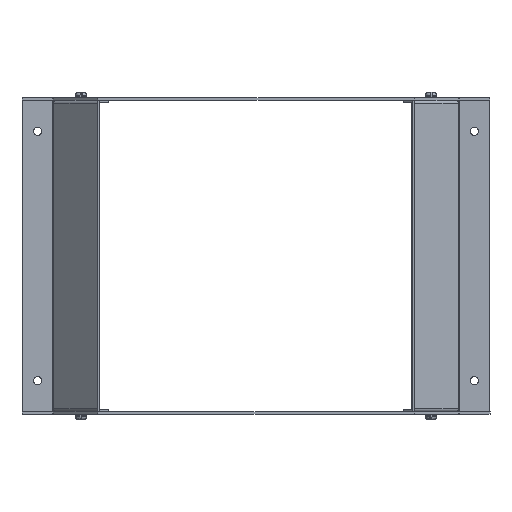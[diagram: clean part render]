
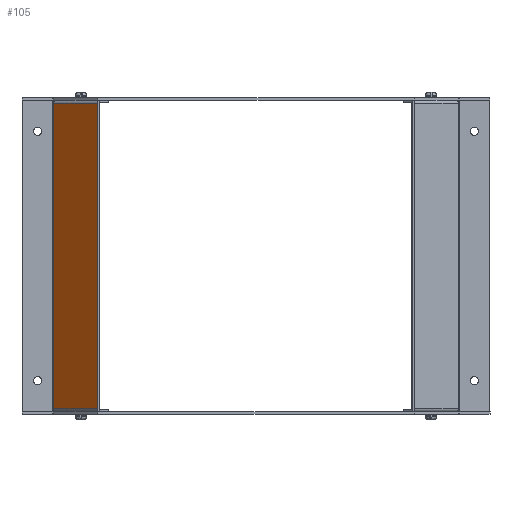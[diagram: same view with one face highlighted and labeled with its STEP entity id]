
A CAD part, left-side view. The second image highlights one B-rep face of the part: STEP entity #105.
In plain terms, the highlighted planar face has unit normal (-0.707, 0.707, 0).
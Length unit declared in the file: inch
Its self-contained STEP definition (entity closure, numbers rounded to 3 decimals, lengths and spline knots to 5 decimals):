
#105 = ADVANCED_FACE ( 'NONE', ( #13933 ), #5626, .T. ) ;
#930 = CARTESIAN_POINT ( 'NONE',  ( -7.20294, 4.36165, -0.108 ) ) ;
#1105 = LINE ( 'NONE', #930, #16814 ) ;
#1706 = VECTOR ( 'NONE', #3072, 39.37008 ) ;
#1888 = VERTEX_POINT ( 'NONE', #14695 ) ;
#1930 = CARTESIAN_POINT ( 'NONE',  ( -7.20294, 4.36165, -9.892 ) ) ;
#2151 = VERTEX_POINT ( 'NONE', #5284 ) ;
#2274 = EDGE_CURVE ( 'NONE', #10125, #1888, #5889, .T. ) ;
#2393 = ORIENTED_EDGE ( 'NONE', *, *, #10139, .T. ) ;
#2821 = ORIENTED_EDGE ( 'NONE', *, *, #14913, .T. ) ;
#3015 = CARTESIAN_POINT ( 'NONE',  ( -5.08268, 6.48191, -9.892 ) ) ;
#3072 = DIRECTION ( 'NONE',  ( 0., 0., 1. ) ) ;
#3324 = VERTEX_POINT ( 'NONE', #10339 ) ;
#3507 = ORIENTED_EDGE ( 'NONE', *, *, #3900, .T. ) ;
#3522 = EDGE_CURVE ( 'NONE', #9564, #5583, #14815, .T. ) ;
#3540 = CARTESIAN_POINT ( 'NONE',  ( -6.48199, 5.0826, -9.892 ) ) ;
#3900 = EDGE_CURVE ( 'NONE', #5583, #2151, #12558, .T. ) ;
#5277 = DIRECTION ( 'NONE',  ( 0., 0., -1. ) ) ;
#5284 = CARTESIAN_POINT ( 'NONE',  ( -5.08274, 6.48185, -9.892 ) ) ;
#5583 = VERTEX_POINT ( 'NONE', #11603 ) ;
#5626 = PLANE ( 'NONE',  #13852 ) ;
#5889 = LINE ( 'NONE', #12260, #1706 ) ;
#5980 = EDGE_CURVE ( 'NONE', #3324, #10125, #11151, .T. ) ;
#6701 = CARTESIAN_POINT ( 'NONE',  ( -5.08268, 6.48191, -0.108 ) ) ;
#7111 = VECTOR ( 'NONE', #5277, 39.37008 ) ;
#7815 = CARTESIAN_POINT ( 'NONE',  ( -6.48204, 5.08254, -9.892 ) ) ;
#7841 = VECTOR ( 'NONE', #8668, 39.37008 ) ;
#7868 = CARTESIAN_POINT ( 'NONE',  ( -7.20294, 4.36165, -0.108 ) ) ;
#8021 = CARTESIAN_POINT ( 'NONE',  ( -5.08268, 6.48191, -10. ) ) ;
#8065 = VECTOR ( 'NONE', #14075, 39.37008 ) ;
#8273 = DIRECTION ( 'NONE',  ( -0.707, 0.707, 0. ) ) ;
#8363 = DIRECTION ( 'NONE',  ( -0.707, -0.707, 0. ) ) ;
#8430 = VECTOR ( 'NONE', #13967, 39.37008 ) ;
#8668 = DIRECTION ( 'NONE',  ( -0.707, -0.707, 0. ) ) ;
#8856 = VERTEX_POINT ( 'NONE', #16515 ) ;
#8929 = VECTOR ( 'NONE', #10787, 39.37008 ) ;
#9059 = DIRECTION ( 'NONE',  ( 0.707, 0.707, 0. ) ) ;
#9564 = VERTEX_POINT ( 'NONE', #6701 ) ;
#10125 = VERTEX_POINT ( 'NONE', #7815 ) ;
#10139 = EDGE_CURVE ( 'NONE', #10194, #9564, #1105, .T. ) ;
#10194 = VERTEX_POINT ( 'NONE', #16124 ) ;
#10339 = CARTESIAN_POINT ( 'NONE',  ( -6.48199, 5.0826, -9.892 ) ) ;
#10401 = EDGE_CURVE ( 'NONE', #1888, #8856, #15313, .T. ) ;
#10787 = DIRECTION ( 'NONE',  ( 0.707, 0.707, 0. ) ) ;
#10818 = VECTOR ( 'NONE', #12886, 39.37008 ) ;
#10965 = EDGE_LOOP ( 'NONE', ( #11240, #2821, #2393, #13504, #3507, #15308, #13647, #11437 ) ) ;
#11151 = LINE ( 'NONE', #3540, #8430 ) ;
#11198 = CARTESIAN_POINT ( 'NONE',  ( -7.20294, 4.36165, -10. ) ) ;
#11240 = ORIENTED_EDGE ( 'NONE', *, *, #10401, .T. ) ;
#11437 = ORIENTED_EDGE ( 'NONE', *, *, #2274, .T. ) ;
#11603 = CARTESIAN_POINT ( 'NONE',  ( -5.08268, 6.48191, -9.892 ) ) ;
#12260 = CARTESIAN_POINT ( 'NONE',  ( -6.48204, 5.08254, -10. ) ) ;
#12558 = LINE ( 'NONE', #3015, #7841 ) ;
#12886 = DIRECTION ( 'NONE',  ( -0.707, -0.707, 0. ) ) ;
#13504 = ORIENTED_EDGE ( 'NONE', *, *, #3522, .T. ) ;
#13647 = ORIENTED_EDGE ( 'NONE', *, *, #5980, .T. ) ;
#13852 = AXIS2_PLACEMENT_3D ( 'NONE', #11198, #8273, #8363 ) ;
#13933 = FACE_OUTER_BOUND ( 'NONE', #10965, .T. ) ;
#13967 = DIRECTION ( 'NONE',  ( -0.707, -0.707, 0. ) ) ;
#13987 = CARTESIAN_POINT ( 'NONE',  ( -6.48204, 5.08254, -0.108 ) ) ;
#14075 = DIRECTION ( 'NONE',  ( 0.707, 0.707, 0. ) ) ;
#14585 = LINE ( 'NONE', #7868, #8929 ) ;
#14695 = CARTESIAN_POINT ( 'NONE',  ( -6.48204, 5.08254, -0.108 ) ) ;
#14815 = LINE ( 'NONE', #8021, #7111 ) ;
#14913 = EDGE_CURVE ( 'NONE', #8856, #10194, #14585, .T. ) ;
#15308 = ORIENTED_EDGE ( 'NONE', *, *, #16808, .T. ) ;
#15313 = LINE ( 'NONE', #13987, #8065 ) ;
#16124 = CARTESIAN_POINT ( 'NONE',  ( -5.08274, 6.48185, -0.108 ) ) ;
#16515 = CARTESIAN_POINT ( 'NONE',  ( -6.48199, 5.0826, -0.108 ) ) ;
#16808 = EDGE_CURVE ( 'NONE', #2151, #3324, #16864, .T. ) ;
#16814 = VECTOR ( 'NONE', #9059, 39.37008 ) ;
#16864 = LINE ( 'NONE', #1930, #10818 ) ;
